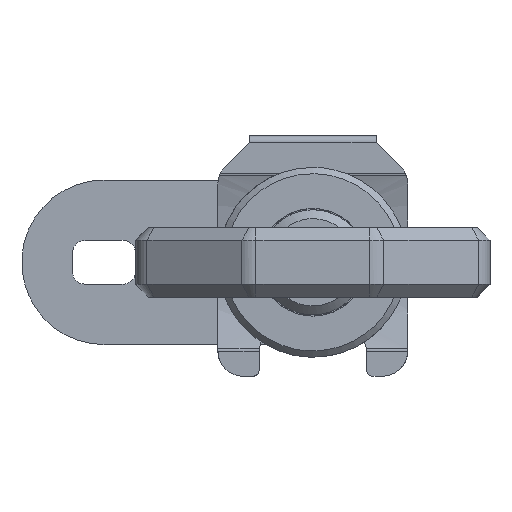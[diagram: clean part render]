
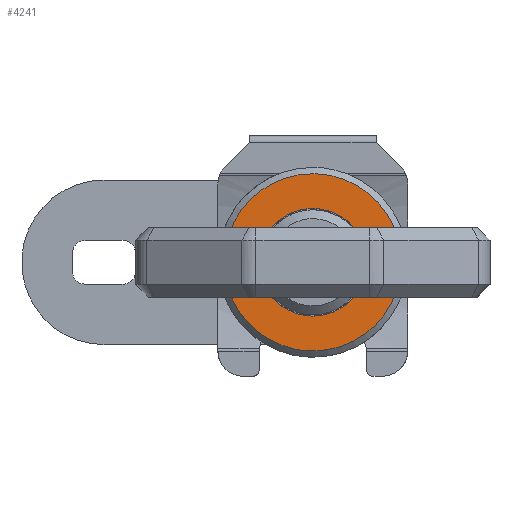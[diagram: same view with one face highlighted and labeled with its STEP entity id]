
A CAD part, front view. The second image highlights one B-rep face of the part: STEP entity #4241.
In plain terms, the highlighted free-form (B-spline) face has degree [1, 1] with [2, 2] control points.
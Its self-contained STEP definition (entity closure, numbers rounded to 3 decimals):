
#4059=CARTESIAN_POINT('',(-6.978,0.,0.549));
#4060=VERTEX_POINT('',#4059);
#4066=CARTESIAN_POINT('',(0.,0.,7.0));
#4067=VERTEX_POINT('',#4066);
#4068=CARTESIAN_POINT('',(0.,0.,7.0));
#4069=CARTESIAN_POINT('',(-6.471,0.,7.));
#4070=CARTESIAN_POINT('',(-6.978,0.,0.549));
#4078=(BOUNDED_CURVE()B_SPLINE_CURVE(2,(#4068,#4069,#4070),.UNSPECIFIED.,.F.,.U.)B_SPLINE_CURVE_WITH_KNOTS((3,3),(0.0,0.236),.UNSPECIFIED.)CURVE()GEOMETRIC_REPRESENTATION_ITEM()RATIONAL_B_SPLINE_CURVE((1.0,0.723,0.97))REPRESENTATION_ITEM(''));
#4079=EDGE_CURVE('',#4067,#4060,#4078,.T.);
#4081=CARTESIAN_POINT('',(6.978,0.,-0.549));
#4082=VERTEX_POINT('',#4081);
#4083=CARTESIAN_POINT('',(6.978,0.,-0.549));
#4084=CARTESIAN_POINT('',(7.,0.,-0.275));
#4085=CARTESIAN_POINT('',(7.,0.,0.));
#4086=CARTESIAN_POINT('',(7.,0.,7.));
#4087=CARTESIAN_POINT('',(0.,0.,7.0));
#4095=(BOUNDED_CURVE()B_SPLINE_CURVE(2,(#4083,#4084,#4085,#4086,#4087),.UNSPECIFIED.,.F.,.U.)B_SPLINE_CURVE_WITH_KNOTS((3,2,3),(0.736,0.75,1.0),.UNSPECIFIED.)CURVE()GEOMETRIC_REPRESENTATION_ITEM()RATIONAL_B_SPLINE_CURVE((0.97,0.984,1.0,0.707,1.0))REPRESENTATION_ITEM(''));
#4096=EDGE_CURVE('',#4082,#4067,#4095,.T.);
#4130=CARTESIAN_POINT('',(0.,0.,-7.0));
#4131=VERTEX_POINT('',#4130);
#4132=CARTESIAN_POINT('',(0.,0.,-7.0));
#4133=CARTESIAN_POINT('',(6.471,0.,-7.));
#4134=CARTESIAN_POINT('',(6.978,0.,-0.549));
#4142=(BOUNDED_CURVE()B_SPLINE_CURVE(2,(#4132,#4133,#4134),.UNSPECIFIED.,.F.,.U.)B_SPLINE_CURVE_WITH_KNOTS((3,3),(0.5,0.736),.UNSPECIFIED.)CURVE()GEOMETRIC_REPRESENTATION_ITEM()RATIONAL_B_SPLINE_CURVE((1.0,0.723,0.97))REPRESENTATION_ITEM(''));
#4143=EDGE_CURVE('',#4131,#4082,#4142,.T.);
#4145=CARTESIAN_POINT('',(-6.978,0.,0.549));
#4146=CARTESIAN_POINT('',(-7.,0.,0.275));
#4147=CARTESIAN_POINT('',(-7.,0.,0.));
#4148=CARTESIAN_POINT('',(-7.,0.,-7.));
#4149=CARTESIAN_POINT('',(0.,0.,-7.0));
#4157=(BOUNDED_CURVE()B_SPLINE_CURVE(2,(#4145,#4146,#4147,#4148,#4149),.UNSPECIFIED.,.F.,.U.)B_SPLINE_CURVE_WITH_KNOTS((3,2,3),(0.236,0.25,0.5),.UNSPECIFIED.)CURVE()GEOMETRIC_REPRESENTATION_ITEM()RATIONAL_B_SPLINE_CURVE((0.97,0.984,1.0,0.707,1.0))REPRESENTATION_ITEM(''));
#4158=EDGE_CURVE('',#4060,#4131,#4157,.T.);
#4164=CARTESIAN_POINT('',(7.697,0.,7.699));
#4165=CARTESIAN_POINT('',(7.697,0.,-7.699));
#4166=CARTESIAN_POINT('',(-7.697,0.,7.699));
#4167=CARTESIAN_POINT('',(-7.697,0.,-7.699));
#4168=B_SPLINE_SURFACE_WITH_KNOTS('',1,1,((#4164,#4166),(#4165,#4167)),.UNSPECIFIED.,.F.,.F.,.U.,(2,2),(2,2),(0.0,15.399),(0.0,15.394),.UNSPECIFIED.);
#4169=ORIENTED_EDGE('',*,*,#4079,.T.);
#4170=ORIENTED_EDGE('',*,*,#4158,.T.);
#4171=ORIENTED_EDGE('',*,*,#4143,.T.);
#4172=ORIENTED_EDGE('',*,*,#4096,.T.);
#4173=EDGE_LOOP('',(#4169,#4170,#4171,#4172));
#4174=FACE_OUTER_BOUND('',#4173,.T.);
#4175=CARTESIAN_POINT('',(0.,0.,-4.25));
#4176=VERTEX_POINT('',#4175);
#4177=CARTESIAN_POINT('',(-4.25,0.,-0.037));
#4178=VERTEX_POINT('',#4177);
#4179=CARTESIAN_POINT('',(0.,0.,-4.25));
#4180=CARTESIAN_POINT('',(-4.213,0.,-4.25));
#4181=CARTESIAN_POINT('',(-4.25,0.,-0.037));
#4189=(BOUNDED_CURVE()B_SPLINE_CURVE(2,(#4179,#4180,#4181),.UNSPECIFIED.,.F.,.U.)B_SPLINE_CURVE_WITH_KNOTS((3,3),(0.0,0.248),.UNSPECIFIED.)CURVE()GEOMETRIC_REPRESENTATION_ITEM()RATIONAL_B_SPLINE_CURVE((1.0,0.709,0.996))REPRESENTATION_ITEM(''));
#4190=EDGE_CURVE('',#4176,#4178,#4189,.T.);
#4191=ORIENTED_EDGE('',*,*,#4190,.T.);
#4192=CARTESIAN_POINT('',(0.,0.,4.25));
#4193=VERTEX_POINT('',#4192);
#4194=CARTESIAN_POINT('',(-4.25,0.,-0.037));
#4195=CARTESIAN_POINT('',(-4.25,0.,-0.019));
#4196=CARTESIAN_POINT('',(-4.25,0.,0.));
#4197=CARTESIAN_POINT('',(-4.25,0.,4.25));
#4198=CARTESIAN_POINT('',(0.,0.,4.25));
#4206=(BOUNDED_CURVE()B_SPLINE_CURVE(2,(#4194,#4195,#4196,#4197,#4198),.UNSPECIFIED.,.F.,.U.)B_SPLINE_CURVE_WITH_KNOTS((3,2,3),(0.248,0.25,0.5),.UNSPECIFIED.)CURVE()GEOMETRIC_REPRESENTATION_ITEM()RATIONAL_B_SPLINE_CURVE((0.996,0.998,1.0,0.707,1.0))REPRESENTATION_ITEM(''));
#4207=EDGE_CURVE('',#4178,#4193,#4206,.T.);
#4208=ORIENTED_EDGE('',*,*,#4207,.T.);
#4209=CARTESIAN_POINT('',(4.25,0.,0.037));
#4210=VERTEX_POINT('',#4209);
#4211=CARTESIAN_POINT('',(0.,0.,4.25));
#4212=CARTESIAN_POINT('',(4.213,0.,4.25));
#4213=CARTESIAN_POINT('',(4.25,0.,0.037));
#4221=(BOUNDED_CURVE()B_SPLINE_CURVE(2,(#4211,#4212,#4213),.UNSPECIFIED.,.F.,.U.)B_SPLINE_CURVE_WITH_KNOTS((3,3),(0.5,0.748),.UNSPECIFIED.)CURVE()GEOMETRIC_REPRESENTATION_ITEM()RATIONAL_B_SPLINE_CURVE((1.0,0.709,0.996))REPRESENTATION_ITEM(''));
#4222=EDGE_CURVE('',#4193,#4210,#4221,.T.);
#4223=ORIENTED_EDGE('',*,*,#4222,.T.);
#4224=CARTESIAN_POINT('',(4.25,0.,0.037));
#4225=CARTESIAN_POINT('',(4.25,0.,0.019));
#4226=CARTESIAN_POINT('',(4.25,0.,0.));
#4227=CARTESIAN_POINT('',(4.25,0.,-4.25));
#4228=CARTESIAN_POINT('',(0.,0.,-4.25));
#4236=(BOUNDED_CURVE()B_SPLINE_CURVE(2,(#4224,#4225,#4226,#4227,#4228),.UNSPECIFIED.,.F.,.U.)B_SPLINE_CURVE_WITH_KNOTS((3,2,3),(0.748,0.75,1.0),.UNSPECIFIED.)CURVE()GEOMETRIC_REPRESENTATION_ITEM()RATIONAL_B_SPLINE_CURVE((0.996,0.998,1.0,0.707,1.0))REPRESENTATION_ITEM(''));
#4237=EDGE_CURVE('',#4210,#4176,#4236,.T.);
#4238=ORIENTED_EDGE('',*,*,#4237,.T.);
#4239=EDGE_LOOP('',(#4191,#4208,#4223,#4238));
#4240=FACE_BOUND('',#4239,.T.);
#4241=ADVANCED_FACE('',(#4174,#4240),#4168,.F.);
